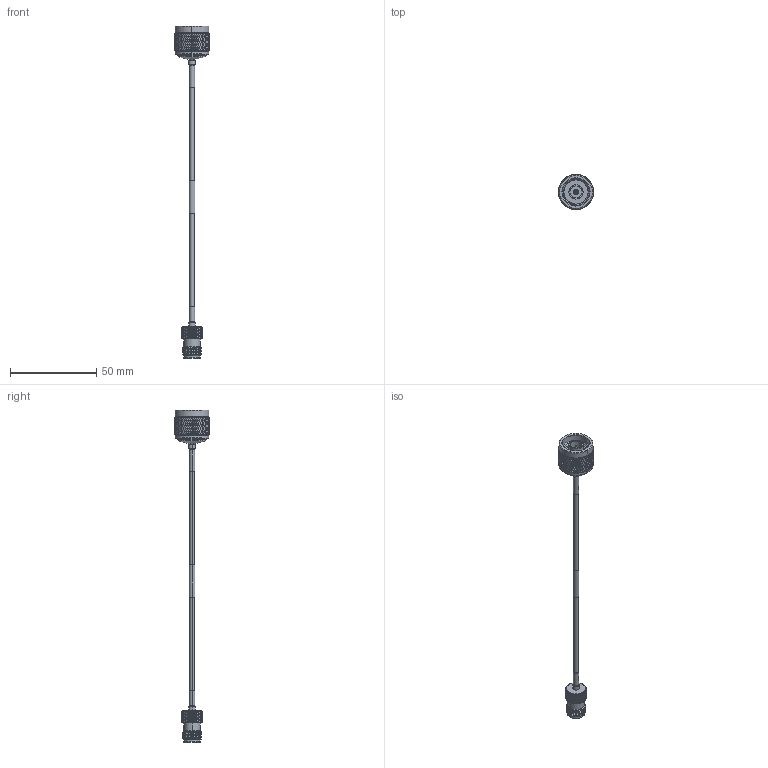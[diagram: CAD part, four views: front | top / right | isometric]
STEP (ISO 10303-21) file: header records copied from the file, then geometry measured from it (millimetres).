
FILE_DESCRIPTION (( 'STEP AP214' ), '1' );
FILE_NAME ('LCCA30644.step', '2020-05-06T20:43:51', ( '' ), ( '' ), 'SwSTEP 2.0', 'SolidWorks 2018', '' );
FILE_SCHEMA (( 'AUTOMOTIVE_DESIGN' ));
Products named in the file (5): LCCN3062^LCCA30644_Heat Shrink; LCCA30644; Label^LCCA30644; LC085TBJ^LCCA30644; LCCN3050^LCCA30644_Heat Shrink
Assembly tree (4 placements, depth 2):
  LCCA30644
    LC085TBJ^LCCA30644
    Label^LCCA30644
    LCCN3050^LCCA30644_Heat Shrink
    LCCN3062^LCCA30644_Heat Shrink
Bounding box: 20.32 x 20.32 x 192.9 mm (x, y, z)
Volume: 6411.6 mm3; surface area: 6106 mm2
Topology: 4 solids, 4 shells, 4018 faces, 8565 edges, 4570 vertices
Faces by surface type: bspline 3082, cylinder 845, plane 47, cone 40, torus 4
Entity records: 151437 total; most frequent: CARTESIAN_POINT 99352, ORIENTED_EDGE 17130, EDGE_CURVE 8565, VERTEX_POINT 4570, EDGE_LOOP 4033, ADVANCED_FACE 4018, FACE_OUTER_BOUND 4018, B_SPLINE_CURVE_WITH_KNOTS 3498
